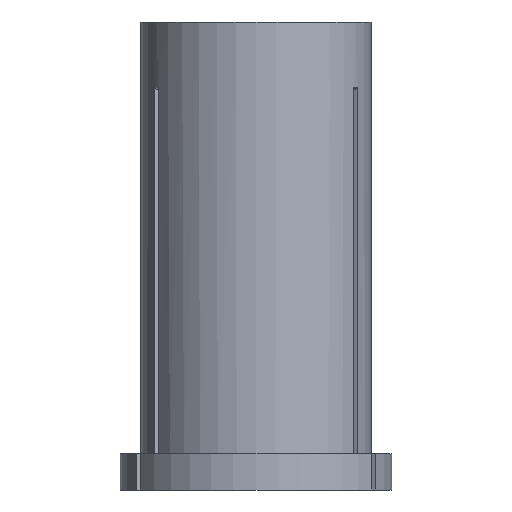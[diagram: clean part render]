
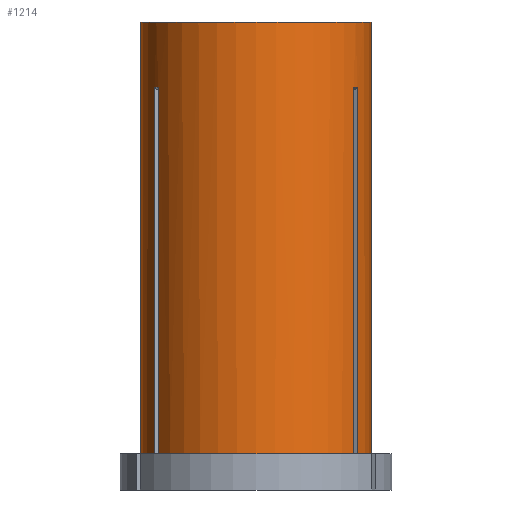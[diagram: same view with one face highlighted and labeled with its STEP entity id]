
A CAD part, front view. The second image highlights one B-rep face of the part: STEP entity #1214.
In plain terms, the highlighted cylindrical face has radius 15.875 mm (diameter 31.75 mm), a partial arc.
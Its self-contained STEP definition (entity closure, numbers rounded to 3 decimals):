
#30 = ORIENTED_EDGE ( 'NONE', *, *, #318, .F. ) ;
#42 = CARTESIAN_POINT ( 'NONE',  ( 0., 0., 0. ) ) ;
#49 = CIRCLE ( 'NONE', #87, 15.875 ) ;
#55 = DIRECTION ( 'NONE',  ( 0., 0., 1. ) ) ;
#68 = AXIS2_PLACEMENT_3D ( 'NONE', #42, #244, #349 ) ;
#74 = CARTESIAN_POINT ( 'NONE',  ( -13.991, -7.501, -59.6 ) ) ;
#85 = ORIENTED_EDGE ( 'NONE', *, *, #275, .T. ) ;
#87 = AXIS2_PLACEMENT_3D ( 'NONE', #940, #310, #415 ) ;
#93 = CARTESIAN_POINT ( 'NONE',  ( 13.491, -8.367, 0. ) ) ;
#96 = DIRECTION ( 'NONE',  ( 0., 0., 1. ) ) ;
#99 = CARTESIAN_POINT ( 'NONE',  ( -15.875, 0., 0. ) ) ;
#113 = EDGE_CURVE ( 'NONE', #668, #169, #192, .T. ) ;
#119 = EDGE_CURVE ( 'NONE', #1308, #584, #411, .T. ) ;
#134 = CARTESIAN_POINT ( 'NONE',  ( -13.991, -7.501, 0. ) ) ;
#139 = VECTOR ( 'NONE', #55, 1000. ) ;
#161 = CIRCLE ( 'NONE', #302, 15.875 ) ;
#169 = VERTEX_POINT ( 'NONE', #866 ) ;
#180 = LINE ( 'NONE', #533, #1350 ) ;
#192 = LINE ( 'NONE', #620, #1280 ) ;
#214 = ORIENTED_EDGE ( 'NONE', *, *, #582, .T. ) ;
#230 = CARTESIAN_POINT ( 'NONE',  ( 0., 0., -59.6 ) ) ;
#237 = CARTESIAN_POINT ( 'NONE',  ( 13.991, -7.501, -59.6 ) ) ;
#244 = DIRECTION ( 'NONE',  ( 0., 0., 1. ) ) ;
#257 = CARTESIAN_POINT ( 'NONE',  ( -13.491, -8.367, -9.006 ) ) ;
#261 = CARTESIAN_POINT ( 'NONE',  ( -13.491, -8.367, -9.006 ) ) ;
#275 = EDGE_CURVE ( 'NONE', #361, #1016, #862, .T. ) ;
#284 = EDGE_CURVE ( 'NONE', #584, #1346, #1245, .T. ) ;
#290 = EDGE_CURVE ( 'NONE', #462, #361, #347, .T. ) ;
#302 = AXIS2_PLACEMENT_3D ( 'NONE', #230, #1057, #649 ) ;
#310 = DIRECTION ( 'NONE',  ( 0., 0., 1. ) ) ;
#318 = EDGE_CURVE ( 'NONE', #403, #1016, #930, .T. ) ;
#347 = LINE ( 'NONE', #134, #969 ) ;
#349 = DIRECTION ( 'NONE',  ( 1., 0., 0. ) ) ;
#361 = VERTEX_POINT ( 'NONE', #1318 ) ;
#377 = VECTOR ( 'NONE', #851, 1000. ) ;
#382 = CARTESIAN_POINT ( 'NONE',  ( 0., 0., 0. ) ) ;
#393 = ORIENTED_EDGE ( 'NONE', *, *, #113, .F. ) ;
#403 = VERTEX_POINT ( 'NONE', #507 ) ;
#405 = CARTESIAN_POINT ( 'NONE',  ( 13.913, -7.647, -9.002 ) ) ;
#411 = LINE ( 'NONE', #1058, #377 ) ;
#415 = DIRECTION ( 'NONE',  ( 1., 0., 0. ) ) ;
#443 = AXIS2_PLACEMENT_3D ( 'NONE', #382, #1240, #1027 ) ;
#462 = VERTEX_POINT ( 'NONE', #74 ) ;
#473 = VECTOR ( 'NONE', #1372, 1000. ) ;
#484 = AXIS2_PLACEMENT_3D ( 'NONE', #885, #791, #1096 ) ;
#507 = CARTESIAN_POINT ( 'NONE',  ( -13.491, -8.367, -59.6 ) ) ;
#524 = VERTEX_POINT ( 'NONE', #733 ) ;
#533 = CARTESIAN_POINT ( 'NONE',  ( 15.875, 0., 0. ) ) ;
#551 = ORIENTED_EDGE ( 'NONE', *, *, #891, .T. ) ;
#561 = CARTESIAN_POINT ( 'NONE',  ( -13.912, -7.648, -9.002 ) ) ;
#582 = EDGE_CURVE ( 'NONE', #524, #1346, #180, .T. ) ;
#584 = VERTEX_POINT ( 'NONE', #99 ) ;
#617 = CARTESIAN_POINT ( 'NONE',  ( -15.875, 0., -59.6 ) ) ;
#620 = CARTESIAN_POINT ( 'NONE',  ( 13.991, -7.501, 0. ) ) ;
#649 = DIRECTION ( 'NONE',  ( 1., 0., 0. ) ) ;
#664 = CIRCLE ( 'NONE', #484, 15.875 ) ;
#668 = VERTEX_POINT ( 'NONE', #237 ) ;
#678 = CARTESIAN_POINT ( 'NONE',  ( -13.491, -8.367, 0. ) ) ;
#688 = CYLINDRICAL_SURFACE ( 'NONE', #443, 15.875 ) ;
#716 = EDGE_CURVE ( 'NONE', #403, #1362, #49, .T. ) ;
#725 = DIRECTION ( 'NONE',  ( 0., 0., 1. ) ) ;
#728 = B_SPLINE_CURVE_WITH_KNOTS ( 'NONE', 3,
 ( #929, #1156, #842, #405, #729 ),
 .UNSPECIFIED., .F., .F.,
 ( 4, 1, 4 ),
 ( 0.098, 0.098, 0.099 ),
 .UNSPECIFIED. ) ;
#729 = CARTESIAN_POINT ( 'NONE',  ( 13.991, -7.501, -9.006 ) ) ;
#733 = CARTESIAN_POINT ( 'NONE',  ( 15.875, 0., -59.6 ) ) ;
#777 = CARTESIAN_POINT ( 'NONE',  ( -13.831, -7.794, -9. ) ) ;
#791 = DIRECTION ( 'NONE',  ( 0., 0., 1. ) ) ;
#792 = ORIENTED_EDGE ( 'NONE', *, *, #1230, .T. ) ;
#842 = CARTESIAN_POINT ( 'NONE',  ( 13.751, -7.938, -8.998 ) ) ;
#846 = EDGE_LOOP ( 'NONE', ( #1247, #1220, #1003, #85, #30, #1175, #1249, #792, #393, #551, #214, #1327 ) ) ;
#851 = DIRECTION ( 'NONE',  ( 0., 0., 1. ) ) ;
#862 = B_SPLINE_CURVE_WITH_KNOTS ( 'NONE', 3,
 ( #996, #561, #777, #1209, #873, #257 ),
 .UNSPECIFIED., .F., .F.,
 ( 4, 2, 4 ),
 ( 0.089, 0.09, 0.09 ),
 .UNSPECIFIED. ) ;
#863 = CARTESIAN_POINT ( 'NONE',  ( 15.875, 0., 0. ) ) ;
#865 = CARTESIAN_POINT ( 'NONE',  ( 13.491, -8.367, -9.006 ) ) ;
#866 = CARTESIAN_POINT ( 'NONE',  ( 13.991, -7.501, -9.006 ) ) ;
#867 = VERTEX_POINT ( 'NONE', #865 ) ;
#873 = CARTESIAN_POINT ( 'NONE',  ( -13.579, -8.226, -9.002 ) ) ;
#885 = CARTESIAN_POINT ( 'NONE',  ( 0., 0., -59.6 ) ) ;
#891 = EDGE_CURVE ( 'NONE', #668, #524, #161, .T. ) ;
#929 = CARTESIAN_POINT ( 'NONE',  ( 13.491, -8.367, -9.006 ) ) ;
#930 = LINE ( 'NONE', #678, #139 ) ;
#940 = CARTESIAN_POINT ( 'NONE',  ( 0., 0., -59.6 ) ) ;
#969 = VECTOR ( 'NONE', #1295, 1000. ) ;
#996 = CARTESIAN_POINT ( 'NONE',  ( -13.991, -7.501, -9.006 ) ) ;
#1003 = ORIENTED_EDGE ( 'NONE', *, *, #290, .T. ) ;
#1016 = VERTEX_POINT ( 'NONE', #261 ) ;
#1019 = EDGE_CURVE ( 'NONE', #1308, #462, #664, .T. ) ;
#1027 = DIRECTION ( 'NONE',  ( 1., 0., 0. ) ) ;
#1040 = LINE ( 'NONE', #93, #473 ) ;
#1057 = DIRECTION ( 'NONE',  ( 0., 0., 1. ) ) ;
#1058 = CARTESIAN_POINT ( 'NONE',  ( -15.875, 0., 0. ) ) ;
#1096 = DIRECTION ( 'NONE',  ( 1., 0., 0. ) ) ;
#1156 = CARTESIAN_POINT ( 'NONE',  ( 13.58, -8.224, -9.002 ) ) ;
#1175 = ORIENTED_EDGE ( 'NONE', *, *, #716, .T. ) ;
#1209 = CARTESIAN_POINT ( 'NONE',  ( -13.664, -8.083, -9. ) ) ;
#1214 = ADVANCED_FACE ( 'NONE', ( #1309 ), #688, .T. ) ;
#1216 = EDGE_CURVE ( 'NONE', #1362, #867, #1040, .T. ) ;
#1220 = ORIENTED_EDGE ( 'NONE', *, *, #1019, .T. ) ;
#1230 = EDGE_CURVE ( 'NONE', #867, #169, #728, .T. ) ;
#1240 = DIRECTION ( 'NONE',  ( 0., 0., 1. ) ) ;
#1245 = CIRCLE ( 'NONE', #68, 15.875 ) ;
#1247 = ORIENTED_EDGE ( 'NONE', *, *, #119, .F. ) ;
#1249 = ORIENTED_EDGE ( 'NONE', *, *, #1216, .T. ) ;
#1280 = VECTOR ( 'NONE', #96, 1000. ) ;
#1288 = CARTESIAN_POINT ( 'NONE',  ( 13.491, -8.367, -59.6 ) ) ;
#1295 = DIRECTION ( 'NONE',  ( 0., 0., 1. ) ) ;
#1308 = VERTEX_POINT ( 'NONE', #617 ) ;
#1309 = FACE_OUTER_BOUND ( 'NONE', #846, .T. ) ;
#1318 = CARTESIAN_POINT ( 'NONE',  ( -13.991, -7.501, -9.006 ) ) ;
#1327 = ORIENTED_EDGE ( 'NONE', *, *, #284, .F. ) ;
#1346 = VERTEX_POINT ( 'NONE', #863 ) ;
#1350 = VECTOR ( 'NONE', #725, 1000. ) ;
#1362 = VERTEX_POINT ( 'NONE', #1288 ) ;
#1372 = DIRECTION ( 'NONE',  ( 0., 0., 1. ) ) ;
